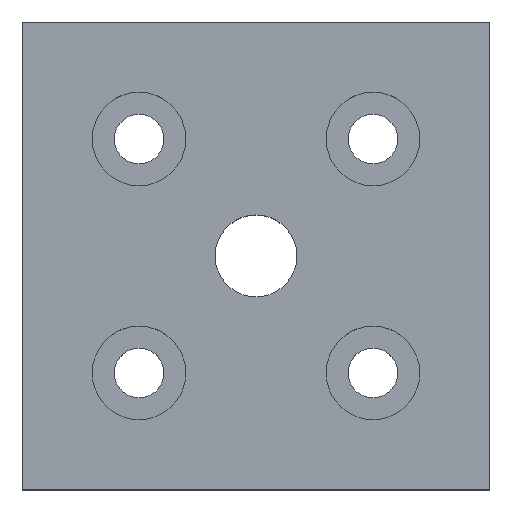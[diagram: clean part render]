
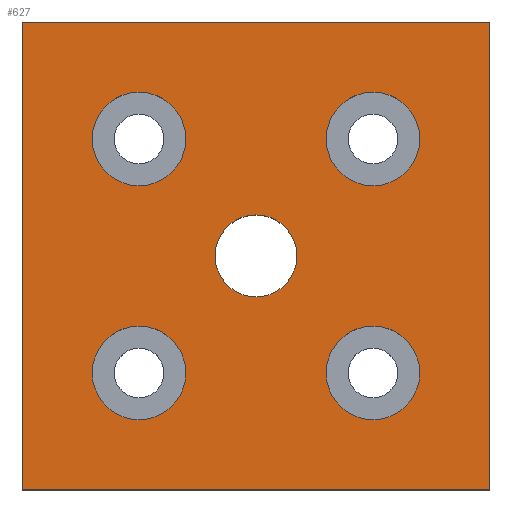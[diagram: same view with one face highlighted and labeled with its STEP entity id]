
A CAD part, top view. The second image highlights one B-rep face of the part: STEP entity #627.
In plain terms, the highlighted planar face has unit normal (0, 0, 1).
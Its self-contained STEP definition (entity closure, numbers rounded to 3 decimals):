
#18=CARTESIAN_POINT('',(-47.,0.,12.0));
#19=VERTEX_POINT('',#18);
#26=CARTESIAN_POINT('',(-33.,0.,12.0));
#27=VERTEX_POINT('',#26);
#28=CARTESIAN_POINT('',(-40.,0.,12.0));
#29=DIRECTION('',(0.0,0.0,1.0));
#30=DIRECTION('',(1.0,0.0,0.0));
#31=AXIS2_PLACEMENT_3D('',#28,#29,#30);
#32=CIRCLE('',#31,7.);
#33=EDGE_CURVE('',#19,#27,#32,.T.);
#91=CARTESIAN_POINT('',(-60.,28.,12.0));
#92=VERTEX_POINT('',#91);
#93=CARTESIAN_POINT('',(-60.,12.0,12.0));
#94=VERTEX_POINT('',#93);
#95=CARTESIAN_POINT('',(-60.,20.0,12.0));
#96=DIRECTION('',(0.0,0.0,-1.0));
#97=DIRECTION('',(0.0,-1.0,0.0));
#98=AXIS2_PLACEMENT_3D('',#95,#96,#97);
#99=CIRCLE('',#98,8.0);
#100=EDGE_CURVE('',#92,#94,#99,.T.);
#175=CARTESIAN_POINT('',(-20.,28.,12.0));
#176=VERTEX_POINT('',#175);
#177=CARTESIAN_POINT('',(-20.,12.,12.0));
#178=VERTEX_POINT('',#177);
#179=CARTESIAN_POINT('',(-20.,20.,12.0));
#180=DIRECTION('',(0.0,0.0,-1.0));
#181=DIRECTION('',(0.0,-1.0,0.0));
#182=AXIS2_PLACEMENT_3D('',#179,#180,#181);
#183=CIRCLE('',#182,8.0);
#184=EDGE_CURVE('',#176,#178,#183,.T.);
#259=CARTESIAN_POINT('',(-20.,-12.,12.0));
#260=VERTEX_POINT('',#259);
#261=CARTESIAN_POINT('',(-20.,-28.,12.0));
#262=VERTEX_POINT('',#261);
#263=CARTESIAN_POINT('',(-20.,-20.,12.0));
#264=DIRECTION('',(0.0,0.0,-1.0));
#265=DIRECTION('',(0.0,-1.0,0.0));
#266=AXIS2_PLACEMENT_3D('',#263,#264,#265);
#267=CIRCLE('',#266,8.0);
#268=EDGE_CURVE('',#260,#262,#267,.T.);
#343=CARTESIAN_POINT('',(-60.,-12.0,12.0));
#344=VERTEX_POINT('',#343);
#345=CARTESIAN_POINT('',(-60.,-28.,12.0));
#346=VERTEX_POINT('',#345);
#347=CARTESIAN_POINT('',(-60.,-20.0,12.0));
#348=DIRECTION('',(0.0,0.0,-1.0));
#349=DIRECTION('',(0.0,-1.0,0.0));
#350=AXIS2_PLACEMENT_3D('',#347,#348,#349);
#351=CIRCLE('',#350,8.0);
#352=EDGE_CURVE('',#344,#346,#351,.T.);
#385=CARTESIAN_POINT('',(-80.0,40.0,12.0));
#386=VERTEX_POINT('',#385);
#387=CARTESIAN_POINT('',(-80.0,-40.,12.0));
#388=VERTEX_POINT('',#387);
#389=CARTESIAN_POINT('',(-80.0,40.0,12.0));
#390=DIRECTION('',(0.0,-1.0,0.0));
#391=VECTOR('',#390,80.0);
#392=LINE('',#389,#391);
#393=EDGE_CURVE('',#386,#388,#392,.T.);
#425=CARTESIAN_POINT('',(0.,-40.0,12.0));
#426=VERTEX_POINT('',#425);
#427=CARTESIAN_POINT('',(-80.0,-40.,12.0));
#428=DIRECTION('',(1.0,0.0,0.0));
#429=VECTOR('',#428,80.0);
#430=LINE('',#427,#429);
#431=EDGE_CURVE('',#388,#426,#430,.T.);
#456=CARTESIAN_POINT('',(0.0,40.0,12.0));
#457=VERTEX_POINT('',#456);
#458=CARTESIAN_POINT('',(0.0,-40.0,12.0));
#459=DIRECTION('',(0.0,1.0,0.0));
#460=VECTOR('',#459,80.0);
#461=LINE('',#458,#460);
#462=EDGE_CURVE('',#426,#457,#461,.T.);
#487=CARTESIAN_POINT('',(0.0,40.0,12.0));
#488=DIRECTION('',(-1.0,0.0,0.0));
#489=VECTOR('',#488,80.0);
#490=LINE('',#487,#489);
#491=EDGE_CURVE('',#457,#386,#490,.T.);
#566=CARTESIAN_POINT('',(4.0,-44.0,12.0));
#567=DIRECTION('',(0.0,0.0,-1.0));
#568=DIRECTION('',(-1.0,0.0,0.0));
#569=AXIS2_PLACEMENT_3D('',#566,#567,#568);
#570=PLANE('',#569);
#571=ORIENTED_EDGE('',*,*,#393,.T.);
#572=ORIENTED_EDGE('',*,*,#431,.T.);
#573=ORIENTED_EDGE('',*,*,#462,.T.);
#574=ORIENTED_EDGE('',*,*,#491,.T.);
#575=EDGE_LOOP('',(#571,#572,#573,#574));
#576=FACE_OUTER_BOUND('',#575,.T.);
#577=CARTESIAN_POINT('',(-60.,20.0,12.0));
#578=DIRECTION('',(0.0,0.0,-1.0));
#579=DIRECTION('',(0.0,-1.0,0.0));
#580=AXIS2_PLACEMENT_3D('',#577,#578,#579);
#581=CIRCLE('',#580,8.0);
#582=EDGE_CURVE('',#94,#92,#581,.T.);
#583=ORIENTED_EDGE('',*,*,#582,.T.);
#584=ORIENTED_EDGE('',*,*,#100,.T.);
#585=EDGE_LOOP('',(#583,#584));
#586=FACE_BOUND('',#585,.T.);
#587=CARTESIAN_POINT('',(-20.,20.,12.0));
#588=DIRECTION('',(0.0,0.0,-1.0));
#589=DIRECTION('',(0.0,-1.0,0.0));
#590=AXIS2_PLACEMENT_3D('',#587,#588,#589);
#591=CIRCLE('',#590,8.0);
#592=EDGE_CURVE('',#178,#176,#591,.T.);
#593=ORIENTED_EDGE('',*,*,#592,.T.);
#594=ORIENTED_EDGE('',*,*,#184,.T.);
#595=EDGE_LOOP('',(#593,#594));
#596=FACE_BOUND('',#595,.T.);
#597=CARTESIAN_POINT('',(-20.,-20.,12.0));
#598=DIRECTION('',(0.0,0.0,-1.0));
#599=DIRECTION('',(0.0,-1.0,0.0));
#600=AXIS2_PLACEMENT_3D('',#597,#598,#599);
#601=CIRCLE('',#600,8.0);
#602=EDGE_CURVE('',#262,#260,#601,.T.);
#603=ORIENTED_EDGE('',*,*,#602,.T.);
#604=ORIENTED_EDGE('',*,*,#268,.T.);
#605=EDGE_LOOP('',(#603,#604));
#606=FACE_BOUND('',#605,.T.);
#607=CARTESIAN_POINT('',(-60.,-20.0,12.0));
#608=DIRECTION('',(0.0,0.0,-1.0));
#609=DIRECTION('',(0.0,-1.0,0.0));
#610=AXIS2_PLACEMENT_3D('',#607,#608,#609);
#611=CIRCLE('',#610,8.0);
#612=EDGE_CURVE('',#346,#344,#611,.T.);
#613=ORIENTED_EDGE('',*,*,#612,.T.);
#614=ORIENTED_EDGE('',*,*,#352,.T.);
#615=EDGE_LOOP('',(#613,#614));
#616=FACE_BOUND('',#615,.T.);
#617=CARTESIAN_POINT('',(-40.,0.,12.0));
#618=DIRECTION('',(0.0,0.0,1.0));
#619=DIRECTION('',(1.0,0.0,0.0));
#620=AXIS2_PLACEMENT_3D('',#617,#618,#619);
#621=CIRCLE('',#620,7.);
#622=EDGE_CURVE('',#27,#19,#621,.T.);
#623=ORIENTED_EDGE('',*,*,#622,.F.);
#624=ORIENTED_EDGE('',*,*,#33,.F.);
#625=EDGE_LOOP('',(#623,#624));
#626=FACE_BOUND('',#625,.T.);
#627=ADVANCED_FACE('',(#576,#586,#596,#606,#616,#626),#570,.F.);
